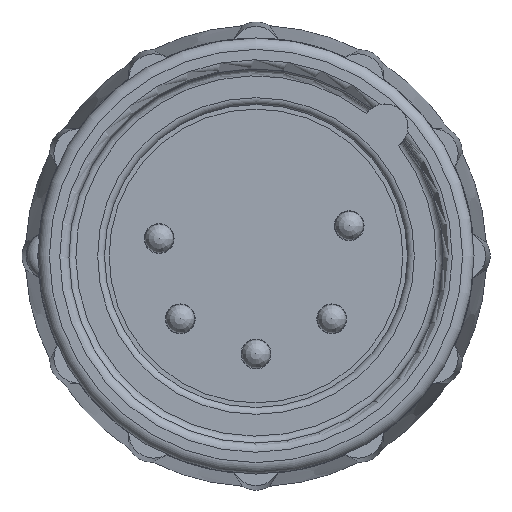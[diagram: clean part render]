
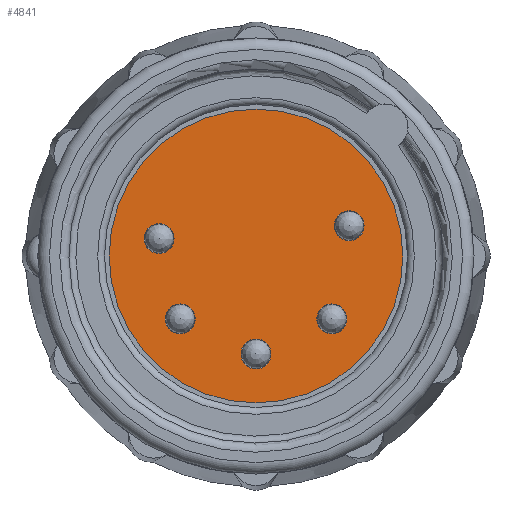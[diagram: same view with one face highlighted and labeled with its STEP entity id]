
A CAD part, left-side view. The second image highlights one B-rep face of the part: STEP entity #4841.
In plain terms, the highlighted planar face has unit normal (-1, 0, 0).
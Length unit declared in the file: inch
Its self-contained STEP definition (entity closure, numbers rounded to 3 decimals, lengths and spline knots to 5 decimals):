
#1101=PLANE('',#5300);
#1185=FACE_BOUND('',#1686,.T.);
#1186=FACE_BOUND('',#1687,.T.);
#1187=FACE_BOUND('',#1688,.T.);
#1188=FACE_BOUND('',#1689,.T.);
#1189=FACE_BOUND('',#1690,.T.);
#1408=FACE_OUTER_BOUND('',#1685,.T.);
#1685=EDGE_LOOP('',(#4545));
#1686=EDGE_LOOP('',(#4546));
#1687=EDGE_LOOP('',(#4547));
#1688=EDGE_LOOP('',(#4548));
#1689=EDGE_LOOP('',(#4549));
#1690=EDGE_LOOP('',(#4550));
#1911=CIRCLE('',#5301,0.25197);
#1912=CIRCLE('',#5302,0.02559);
#1913=CIRCLE('',#5303,0.02559);
#1914=CIRCLE('',#5304,0.02559);
#1915=CIRCLE('',#5305,0.02559);
#1916=CIRCLE('',#5306,0.02559);
#2499=VERTEX_POINT('',#15215);
#2500=VERTEX_POINT('',#15217);
#2501=VERTEX_POINT('',#15219);
#2502=VERTEX_POINT('',#15221);
#2503=VERTEX_POINT('',#15223);
#2504=VERTEX_POINT('',#15225);
#3287=EDGE_CURVE('',#2499,#2499,#1911,.T.);
#3288=EDGE_CURVE('',#2500,#2500,#1912,.T.);
#3289=EDGE_CURVE('',#2501,#2501,#1913,.T.);
#3290=EDGE_CURVE('',#2502,#2502,#1914,.T.);
#3291=EDGE_CURVE('',#2503,#2503,#1915,.T.);
#3292=EDGE_CURVE('',#2504,#2504,#1916,.T.);
#4545=ORIENTED_EDGE('',*,*,#3287,.F.);
#4546=ORIENTED_EDGE('',*,*,#3288,.T.);
#4547=ORIENTED_EDGE('',*,*,#3289,.T.);
#4548=ORIENTED_EDGE('',*,*,#3290,.T.);
#4549=ORIENTED_EDGE('',*,*,#3291,.T.);
#4550=ORIENTED_EDGE('',*,*,#3292,.T.);
#4841=ADVANCED_FACE('',(#1408,#1185,#1186,#1187,#1188,#1189),#1101,.F.);
#5300=AXIS2_PLACEMENT_3D('',#15214,#6360,#6361);
#5301=AXIS2_PLACEMENT_3D('',#15216,#6362,#6363);
#5302=AXIS2_PLACEMENT_3D('',#15218,#6364,#6365);
#5303=AXIS2_PLACEMENT_3D('',#15220,#6366,#6367);
#5304=AXIS2_PLACEMENT_3D('',#15222,#6368,#6369);
#5305=AXIS2_PLACEMENT_3D('',#15224,#6370,#6371);
#5306=AXIS2_PLACEMENT_3D('',#15226,#6372,#6373);
#6360=DIRECTION('center_axis',(1.,0.,0.));
#6361=DIRECTION('ref_axis',(0.,0.,
-1.));
#6362=DIRECTION('center_axis',(1.,0.,0.));
#6363=DIRECTION('ref_axis',(0.,1.,0.));
#6364=DIRECTION('center_axis',(1.,0.,0.));
#6365=DIRECTION('ref_axis',(0.,0.,
-1.));
#6366=DIRECTION('center_axis',(1.,0.,0.));
#6367=DIRECTION('ref_axis',(0.,0.,
-1.));
#6368=DIRECTION('center_axis',(1.,0.,0.));
#6369=DIRECTION('ref_axis',(0.,0.,
-1.));
#6370=DIRECTION('center_axis',(1.,0.,0.));
#6371=DIRECTION('ref_axis',(0.,0.,
-1.));
#6372=DIRECTION('center_axis',(1.,0.,0.));
#6373=DIRECTION('ref_axis',(0.,0.,
-1.));
#15214=CARTESIAN_POINT('Origin',(-0.01181,0.,
0.));
#15215=CARTESIAN_POINT('',(-0.01181,-0.25197,0.));
#15216=CARTESIAN_POINT('Origin',(-0.01181,0.,
0.));
#15217=CARTESIAN_POINT('',(-0.01181,0.16614,0.05551));
#15218=CARTESIAN_POINT('Origin',(-0.01181,0.16614,
0.02992));
#15219=CARTESIAN_POINT('',(-0.01181,0.12992,-0.08228));
#15220=CARTESIAN_POINT('Origin',(-0.01181,0.12992,-0.10787));
#15221=CARTESIAN_POINT('',(-0.01181,0.,-0.14252));
#15222=CARTESIAN_POINT('Origin',(-0.01181,0.,
-0.16811));
#15223=CARTESIAN_POINT('',(-0.01181,-0.12992,-0.08228));
#15224=CARTESIAN_POINT('Origin',(-0.01181,-0.12992,
-0.10787));
#15225=CARTESIAN_POINT('',(-0.01181,-0.15984,0.07756));
#15226=CARTESIAN_POINT('Origin',(-0.01181,-0.15984,
0.05197));
